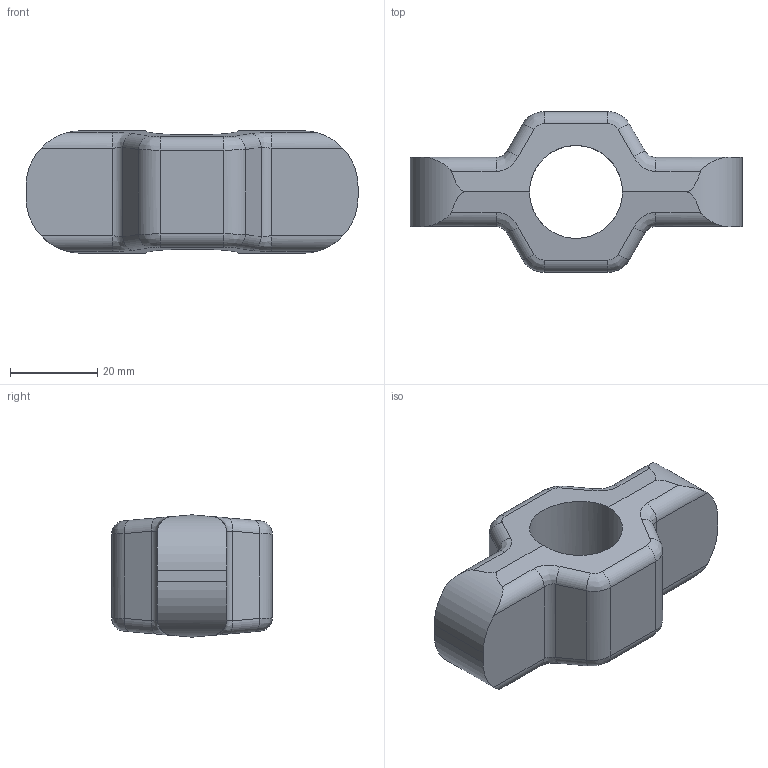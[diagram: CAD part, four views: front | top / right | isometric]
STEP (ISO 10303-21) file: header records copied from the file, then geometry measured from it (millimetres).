
FILE_DESCRIPTION (( 'STEP AP214' ), '1' );
FILE_NAME ('PHHW0.5P304AN.STEP', '2021-03-25T12:58:58', ( '' ), ( '' ), 'SwSTEP 2.0', 'SolidWorks 2013', '' );
FILE_SCHEMA (( 'AUTOMOTIVE_DESIGN' ));
Length unit declared in the file: millimetre
Products named in the file (1): PHHW0.5P304AN
Bounding box: 76.2 x 36.83 x 28.06 mm (x, y, z)
Volume: 35483.6 mm3; surface area: 9115.3 mm2
Topology: 1 solids, 1 shells, 65 faces, 161 edges, 96 vertices
Faces by surface type: cylinder 33, plane 16, bspline 16
Full cylindrical faces by diameter (mm): 21.336 x1
Entity records: 3627 total; most frequent: CARTESIAN_POINT 1498, ORIENTED_EDGE 320, DIRECTION 248, EDGE_CURVE 160, VERTEX_POINT 96, AXIS2_PLACEMENT_3D 90, UNCERTAINTY_MEASURE_WITH_UNIT 68, LINE 68
